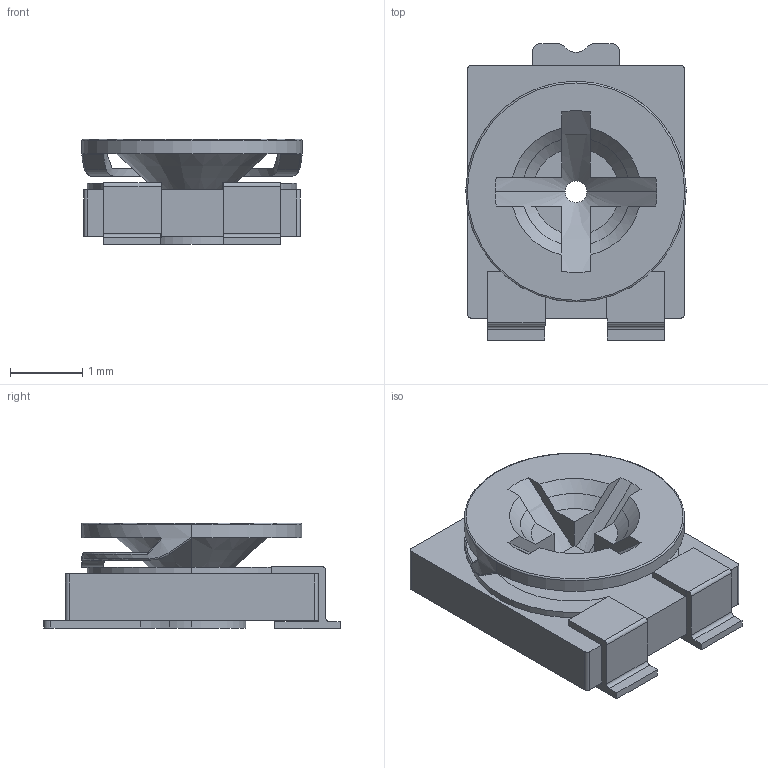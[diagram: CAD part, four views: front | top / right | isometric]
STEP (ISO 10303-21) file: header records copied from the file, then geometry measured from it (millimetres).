
FILE_DESCRIPTION (( 'STEP AP214' ), '1' );
FILE_NAME ('RES-ADJ-SMD_3P-L3.8-W3.0-H1.2-P1.90.step', '2022-07-28T08:36:23', ( '' ), ( '' ), 'SwSTEP 2.0', 'SolidWorks 2020', '' );
FILE_SCHEMA (( 'AUTOMOTIVE_DESIGN' ));
Length unit declared in the file: millimetre
Products named in the file (1): RES-ADJ-SMD_3P-L3.8-W3.0-H1.2-P1.90
Bounding box: 3.05 x 4.11 x 1.46 mm (x, y, z)
Volume: 9.3 mm3; surface area: 61.8 mm2
Topology: 3 solids, 3 shells, 365 faces, 995 edges, 657 vertices
Faces by surface type: plane 198, bspline 112, cylinder 37, cone 12, torus 6
Entity records: 16403 total; most frequent: CARTESIAN_POINT 3895, ORIENTED_EDGE 1990, DIRECTION 1337, EDGE_CURVE 995, VERTEX_POINT 657, VECTOR 613, LINE 613, EDGE_LOOP 388
